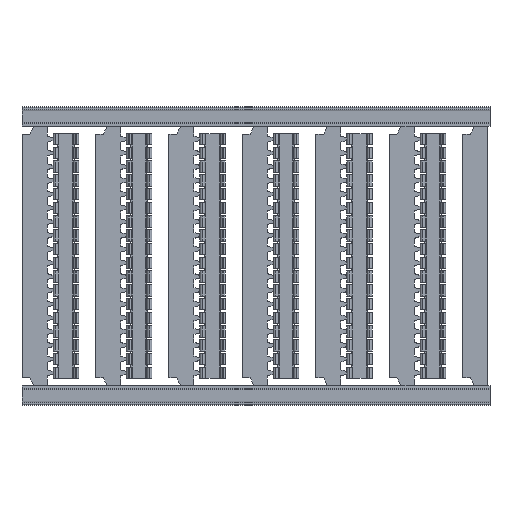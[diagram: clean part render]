
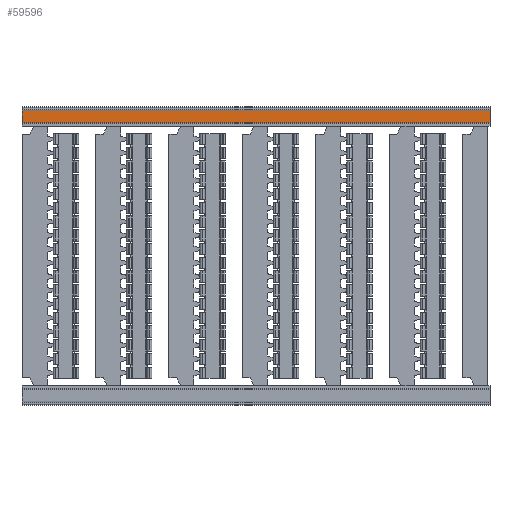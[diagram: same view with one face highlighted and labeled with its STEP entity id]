
A CAD part, front view. The second image highlights one B-rep face of the part: STEP entity #59596.
In plain terms, the highlighted planar face has unit normal (0, -1, 0).
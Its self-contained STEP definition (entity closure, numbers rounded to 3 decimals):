
#2839=DIRECTION('',(0.,0.,-1.));
#2840=VECTOR('',#2839,3.);
#2841=CARTESIAN_POINT('',(-11.15,-1.2,7.25));
#2842=LINE('',#2841,#2840);
#2859=DIRECTION('',(-1.,0.,0.));
#2860=VECTOR('',#2859,119.2);
#2861=CARTESIAN_POINT('',(108.05,-1.2,4.25));
#2862=LINE('',#2861,#2860);
#2863=DIRECTION('',(-1.,0.,0.));
#2864=VECTOR('',#2863,119.2);
#2865=CARTESIAN_POINT('',(108.05,-1.2,7.25));
#2866=LINE('',#2865,#2864);
#2867=DIRECTION('',(0.,0.,-1.));
#2868=VECTOR('',#2867,3.);
#2869=CARTESIAN_POINT('',(108.05,-1.2,7.25));
#2870=LINE('',#2869,#2868);
#55679=CARTESIAN_POINT('',(108.05,-1.2,4.25));
#55680=CARTESIAN_POINT('',(-11.15,-1.2,4.25));
#55681=VERTEX_POINT('',#55679);
#55682=VERTEX_POINT('',#55680);
#55683=CARTESIAN_POINT('',(108.05,-1.2,7.25));
#55684=CARTESIAN_POINT('',(-11.15,-1.2,7.25));
#55685=VERTEX_POINT('',#55683);
#55686=VERTEX_POINT('',#55684);
#59582=CARTESIAN_POINT('',(-11.15,-1.2,7.25));
#59583=DIRECTION('',(0.,1.,0.));
#59584=DIRECTION('',(0.,0.,-1.));
#59585=AXIS2_PLACEMENT_3D('',#59582,#59583,#59584);
#59586=PLANE('',#59585);
#59588=ORIENTED_EDGE('',*,*,#59587,.T.);
#59589=ORIENTED_EDGE('',*,*,#59563,.F.);
#59591=ORIENTED_EDGE('',*,*,#59590,.F.);
#59593=ORIENTED_EDGE('',*,*,#59592,.T.);
#59594=EDGE_LOOP('',(#59588,#59589,#59591,#59593));
#59595=FACE_OUTER_BOUND('',#59594,.F.);
#59596=ADVANCED_FACE('',(#59595),#59586,.F.);
#59563=EDGE_CURVE('',#55686,#55682,#2842,.T.);
#59587=EDGE_CURVE('',#55681,#55682,#2862,.T.);
#59590=EDGE_CURVE('',#55685,#55686,#2866,.T.);
#59592=EDGE_CURVE('',#55685,#55681,#2870,.T.);
